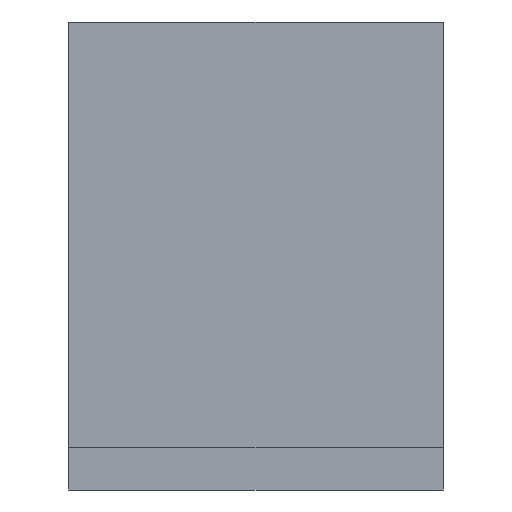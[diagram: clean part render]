
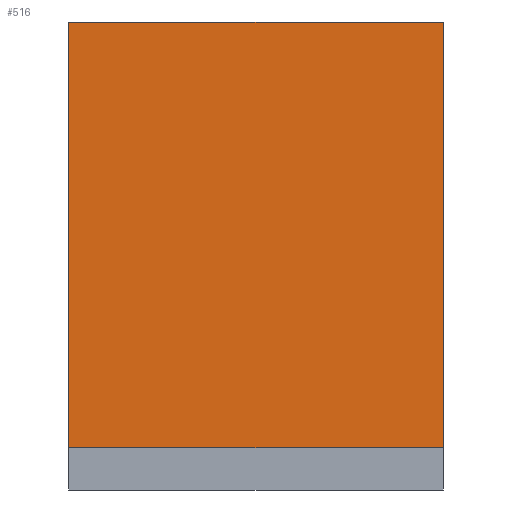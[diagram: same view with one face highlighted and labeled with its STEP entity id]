
A CAD part, left-side view. The second image highlights one B-rep face of the part: STEP entity #516.
In plain terms, the highlighted planar face has unit normal (-1, 0, 0).
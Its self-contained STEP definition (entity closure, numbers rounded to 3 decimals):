
#216=CARTESIAN_POINT('',(0.,-40.,9.));
#217=VERTEX_POINT('',#216);
#247=CARTESIAN_POINT('',(0.,-4.5,9.));
#248=VERTEX_POINT('',#247);
#249=CARTESIAN_POINT('',(0.,-40.,9.));
#250=DIRECTION('',(0.,1.,0.));
#251=VECTOR('',#250,35.5);
#252=LINE('',#249,#251);
#253=EDGE_CURVE('',#217,#248,#252,.T.);
#255=CARTESIAN_POINT('',(0.,4.5,9.));
#256=VERTEX_POINT('',#255);
#257=CARTESIAN_POINT('',(0.,-4.5,9.));
#258=DIRECTION('',(0.,1.,0.));
#259=VECTOR('',#258,9.);
#260=LINE('',#257,#259);
#261=EDGE_CURVE('',#248,#256,#260,.T.);
#263=CARTESIAN_POINT('',(0.,40.,9.));
#264=VERTEX_POINT('',#263);
#265=CARTESIAN_POINT('',(0.,4.5,9.));
#266=DIRECTION('',(0.,1.,0.));
#267=VECTOR('',#266,35.5);
#268=LINE('',#265,#267);
#269=EDGE_CURVE('',#256,#264,#268,.T.);
#439=CARTESIAN_POINT('',(0.,-40.,100.));
#440=VERTEX_POINT('',#439);
#464=CARTESIAN_POINT('',(0.,40.,100.));
#465=VERTEX_POINT('',#464);
#472=CARTESIAN_POINT('',(0.,-40.,100.));
#473=DIRECTION('',(0.,1.,0.));
#474=VECTOR('',#473,80.);
#475=LINE('',#472,#474);
#476=EDGE_CURVE('',#440,#465,#475,.T.);
#488=CARTESIAN_POINT('',(0.,-40.,9.));
#489=DIRECTION('',(0.,0.,1.));
#490=VECTOR('',#489,91.);
#491=LINE('',#488,#490);
#492=EDGE_CURVE('',#217,#440,#491,.T.);
#498=CARTESIAN_POINT('',(0.,0.,9.));
#499=DIRECTION('',(-1.,0.,0.));
#500=DIRECTION('',(0.,0.,1.));
#501=AXIS2_PLACEMENT_3D('',#498,#499,#500);
#502=PLANE('',#501);
#503=ORIENTED_EDGE('',*,*,#492,.T.);
#504=ORIENTED_EDGE('',*,*,#476,.T.);
#505=CARTESIAN_POINT('',(0.,40.,9.));
#506=DIRECTION('',(0.,0.,1.));
#507=VECTOR('',#506,91.);
#508=LINE('',#505,#507);
#509=EDGE_CURVE('',#264,#465,#508,.T.);
#510=ORIENTED_EDGE('',*,*,#509,.F.);
#511=ORIENTED_EDGE('',*,*,#269,.F.);
#512=ORIENTED_EDGE('',*,*,#261,.F.);
#513=ORIENTED_EDGE('',*,*,#253,.F.);
#514=EDGE_LOOP('',(#503,#504,#510,#511,#512,#513));
#515=FACE_BOUND('',#514,.T.);
#516=ADVANCED_FACE('',(#515),#502,.T.);
